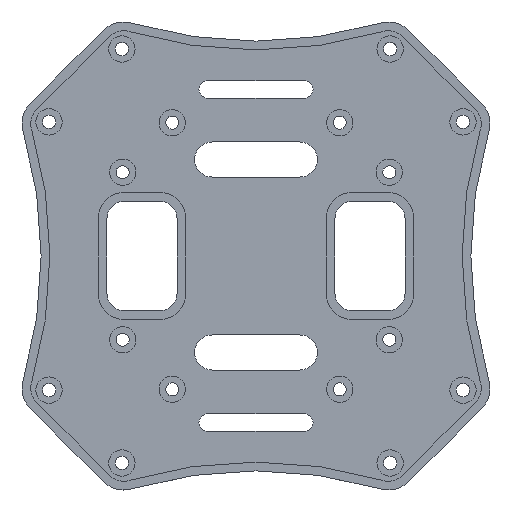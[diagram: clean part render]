
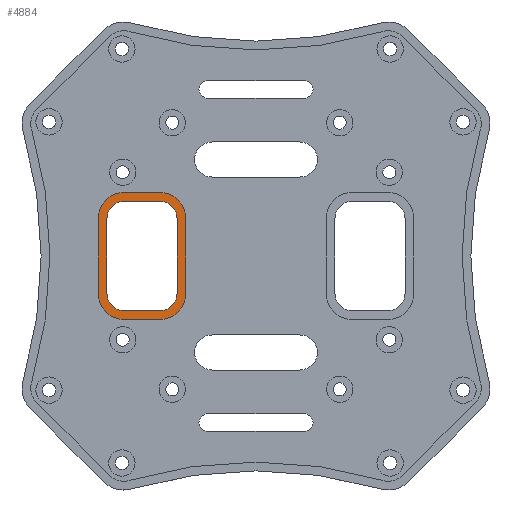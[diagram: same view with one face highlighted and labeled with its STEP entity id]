
A CAD part, top view. The second image highlights one B-rep face of the part: STEP entity #4884.
In plain terms, the highlighted planar face has unit normal (0, 0, 1).
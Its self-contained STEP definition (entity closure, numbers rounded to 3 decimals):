
#1198=CARTESIAN_POINT('',(-30.,8.5,0.7));
#1199=DIRECTION('',(0.,0.,-1.));
#1200=DIRECTION('',(-1.,0.,0.));
#1201=AXIS2_PLACEMENT_3D('',#1198,#1199,#1200);
#1203=DIRECTION('',(1.,0.,0.));
#1204=VECTOR('',#1203,8.);
#1205=CARTESIAN_POINT('',(-30.,14.5,0.7));
#1206=LINE('',#1205,#1204);
#1207=CARTESIAN_POINT('',(-22.,8.5,0.7));
#1208=DIRECTION('',(0.,0.,-1.));
#1209=DIRECTION('',(0.,1.,0.));
#1210=AXIS2_PLACEMENT_3D('',#1207,#1208,#1209);
#1212=DIRECTION('',(0.,-1.,0.));
#1213=VECTOR('',#1212,17.);
#1214=CARTESIAN_POINT('',(-16.,8.5,0.7));
#1215=LINE('',#1214,#1213);
#1216=CARTESIAN_POINT('',(-22.,-8.5,0.7));
#1217=DIRECTION('',(0.,0.,-1.));
#1218=DIRECTION('',(1.,0.,0.));
#1219=AXIS2_PLACEMENT_3D('',#1216,#1217,#1218);
#1221=DIRECTION('',(-1.,0.,0.));
#1222=VECTOR('',#1221,8.);
#1223=CARTESIAN_POINT('',(-22.,-14.5,0.7));
#1224=LINE('',#1223,#1222);
#1225=CARTESIAN_POINT('',(-30.,-8.5,0.7));
#1226=DIRECTION('',(0.,0.,-1.));
#1227=DIRECTION('',(0.,-1.,0.));
#1228=AXIS2_PLACEMENT_3D('',#1225,#1226,#1227);
#1230=DIRECTION('',(0.,1.,0.));
#1231=VECTOR('',#1230,17.);
#1232=CARTESIAN_POINT('',(-36.,-8.5,0.7));
#1233=LINE('',#1232,#1231);
#1234=CARTESIAN_POINT('',(-30.,-8.5,0.7));
#1235=DIRECTION('',(0.,0.,1.));
#1236=DIRECTION('',(-1.,0.,0.));
#1237=AXIS2_PLACEMENT_3D('',#1234,#1235,#1236);
#1239=DIRECTION('',(1.,0.,0.));
#1240=VECTOR('',#1239,8.);
#1241=CARTESIAN_POINT('',(-30.,-12.5,0.7));
#1242=LINE('',#1241,#1240);
#1243=CARTESIAN_POINT('',(-22.,-8.5,0.7));
#1244=DIRECTION('',(0.,0.,1.));
#1245=DIRECTION('',(0.,-1.,0.));
#1246=AXIS2_PLACEMENT_3D('',#1243,#1244,#1245);
#1248=DIRECTION('',(0.,1.,0.));
#1249=VECTOR('',#1248,17.);
#1250=CARTESIAN_POINT('',(-18.,-8.5,0.7));
#1251=LINE('',#1250,#1249);
#1252=CARTESIAN_POINT('',(-22.,8.5,0.7));
#1253=DIRECTION('',(0.,0.,1.));
#1254=DIRECTION('',(1.,0.,0.));
#1255=AXIS2_PLACEMENT_3D('',#1252,#1253,#1254);
#1257=DIRECTION('',(-1.,0.,0.));
#1258=VECTOR('',#1257,8.);
#1259=CARTESIAN_POINT('',(-22.,12.5,0.7));
#1260=LINE('',#1259,#1258);
#1261=CARTESIAN_POINT('',(-30.,8.5,0.7));
#1262=DIRECTION('',(0.,0.,1.));
#1263=DIRECTION('',(0.,1.,0.));
#1264=AXIS2_PLACEMENT_3D('',#1261,#1262,#1263);
#1266=DIRECTION('',(0.,-1.,0.));
#1267=VECTOR('',#1266,17.);
#1268=CARTESIAN_POINT('',(-34.,8.5,0.7));
#1269=LINE('',#1268,#1267);
#3243=CARTESIAN_POINT('',(-16.,8.5,0.7));
#3245=VERTEX_POINT('',#3243);
#3248=CARTESIAN_POINT('',(-16.,-8.5,0.7));
#3249=VERTEX_POINT('',#3248);
#3258=CARTESIAN_POINT('',(-22.,14.5,0.7));
#3260=VERTEX_POINT('',#3258);
#3425=CARTESIAN_POINT('',(-30.,14.5,0.7));
#3427=VERTEX_POINT('',#3425);
#3428=CARTESIAN_POINT('',(-36.,8.5,0.7));
#3430=VERTEX_POINT('',#3428);
#3433=CARTESIAN_POINT('',(-36.,-8.5,0.7));
#3435=VERTEX_POINT('',#3433);
#3436=CARTESIAN_POINT('',(-30.,-14.5,0.7));
#3438=VERTEX_POINT('',#3436);
#3446=CARTESIAN_POINT('',(-18.,8.5,0.7));
#3448=VERTEX_POINT('',#3446);
#3451=CARTESIAN_POINT('',(-18.,-8.5,0.7));
#3453=VERTEX_POINT('',#3451);
#3456=CARTESIAN_POINT('',(-22.,-12.5,0.7));
#3458=VERTEX_POINT('',#3456);
#3462=CARTESIAN_POINT('',(-30.,12.5,0.7));
#3464=VERTEX_POINT('',#3462);
#3467=CARTESIAN_POINT('',(-34.,8.5,0.7));
#3469=VERTEX_POINT('',#3467);
#3509=CARTESIAN_POINT('',(-22.,-14.5,0.7));
#3511=VERTEX_POINT('',#3509);
#3521=CARTESIAN_POINT('',(-22.,12.5,0.7));
#3523=VERTEX_POINT('',#3521);
#3619=CARTESIAN_POINT('',(-30.,-12.5,0.7));
#3621=VERTEX_POINT('',#3619);
#3624=CARTESIAN_POINT('',(-34.,-8.5,0.7));
#3626=VERTEX_POINT('',#3624);
#4850=CARTESIAN_POINT('',(-26.,0.,0.7));
#4851=DIRECTION('',(0.,0.,1.));
#4852=DIRECTION('',(0.,1.,0.));
#4853=AXIS2_PLACEMENT_3D('',#4850,#4851,#4852);
#4854=PLANE('',#4853);
#4855=ORIENTED_EDGE('',*,*,#4801,.T.);
#4856=ORIENTED_EDGE('',*,*,#4817,.T.);
#4857=ORIENTED_EDGE('',*,*,#4829,.T.);
#4858=ORIENTED_EDGE('',*,*,#4841,.T.);
#4860=ORIENTED_EDGE('',*,*,#4859,.T.);
#4861=ORIENTED_EDGE('',*,*,#4758,.T.);
#4862=ORIENTED_EDGE('',*,*,#4773,.T.);
#4863=ORIENTED_EDGE('',*,*,#4789,.T.);
#4864=EDGE_LOOP('',(#4855,#4856,#4857,#4858,#4860,#4861,#4862,#4863));
#4865=FACE_OUTER_BOUND('',#4864,.F.);
#4867=ORIENTED_EDGE('',*,*,#4866,.T.);
#4869=ORIENTED_EDGE('',*,*,#4868,.T.);
#4871=ORIENTED_EDGE('',*,*,#4870,.T.);
#4873=ORIENTED_EDGE('',*,*,#4872,.T.);
#4875=ORIENTED_EDGE('',*,*,#4874,.T.);
#4877=ORIENTED_EDGE('',*,*,#4876,.T.);
#4879=ORIENTED_EDGE('',*,*,#4878,.T.);
#4881=ORIENTED_EDGE('',*,*,#4880,.T.);
#4882=EDGE_LOOP('',(#4867,#4869,#4871,#4873,#4875,#4877,#4879,#4881));
#4883=FACE_BOUND('',#4882,.F.);
#4884=ADVANCED_FACE('',(#4865,#4883),#4854,.T.);
#1202=CIRCLE('',#1201,6.);
#1211=CIRCLE('',#1210,6.);
#1220=CIRCLE('',#1219,6.);
#1229=CIRCLE('',#1228,6.);
#1238=CIRCLE('',#1237,4.);
#1247=CIRCLE('',#1246,4.);
#1256=CIRCLE('',#1255,4.);
#1265=CIRCLE('',#1264,4.);
#4758=EDGE_CURVE('',#3511,#3438,#1224,.T.);
#4773=EDGE_CURVE('',#3438,#3435,#1229,.T.);
#4789=EDGE_CURVE('',#3435,#3430,#1233,.T.);
#4801=EDGE_CURVE('',#3430,#3427,#1202,.T.);
#4817=EDGE_CURVE('',#3427,#3260,#1206,.T.);
#4829=EDGE_CURVE('',#3260,#3245,#1211,.T.);
#4841=EDGE_CURVE('',#3245,#3249,#1215,.T.);
#4859=EDGE_CURVE('',#3249,#3511,#1220,.T.);
#4866=EDGE_CURVE('',#3626,#3621,#1238,.T.);
#4868=EDGE_CURVE('',#3621,#3458,#1242,.T.);
#4870=EDGE_CURVE('',#3458,#3453,#1247,.T.);
#4872=EDGE_CURVE('',#3453,#3448,#1251,.T.);
#4874=EDGE_CURVE('',#3448,#3523,#1256,.T.);
#4876=EDGE_CURVE('',#3523,#3464,#1260,.T.);
#4878=EDGE_CURVE('',#3464,#3469,#1265,.T.);
#4880=EDGE_CURVE('',#3469,#3626,#1269,.T.);
